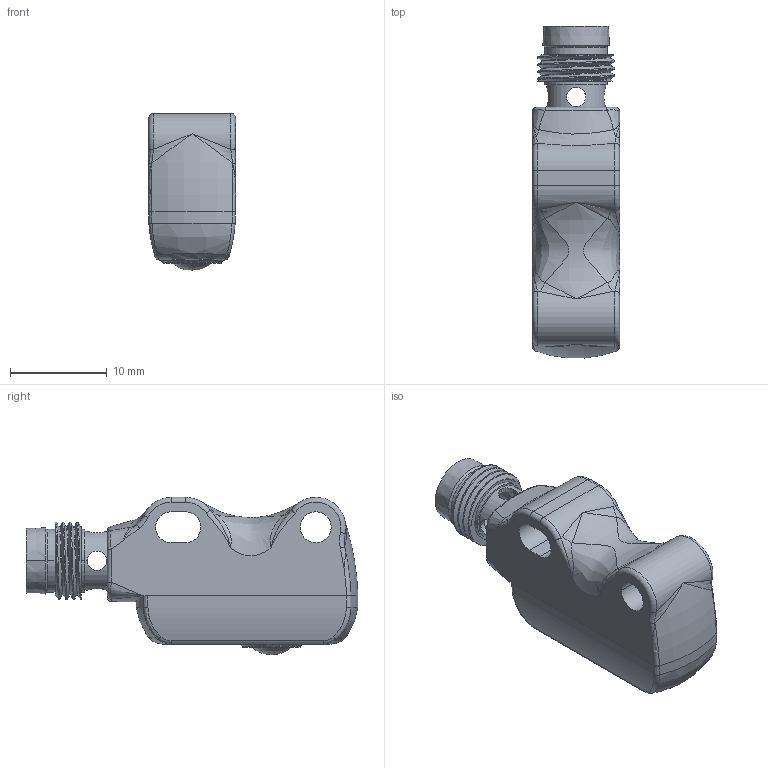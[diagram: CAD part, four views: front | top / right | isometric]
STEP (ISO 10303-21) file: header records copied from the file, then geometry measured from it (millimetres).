
FILE_DESCRIPTION((''),'2;1');
FILE_NAME('149861_SM01_ASM','2025-08-19T15:20:26',('banengservice'),('BANNER ENGINEERING'),'CREO PARAMETRIC BY PTC INC, 2022414','CREO PARAMETRIC BY PTC INC, 2022414','');
FILE_SCHEMA(('CONFIG_CONTROL_DESIGN'));
Length unit declared in the file: millimetre
Products named in the file (2): 149861_EP01; 149861_SM01_ASM
Assembly tree (1 placements, depth 2):
  149861_SM01_ASM
    149861_EP01
Bounding box: 9.03 x 34.39 x 16.3 mm (x, y, z)
Volume: 2768.9 mm3; surface area: 1903.7 mm2
Topology: 1 solids, 1 shells, 160 faces, 382 edges, 224 vertices
Faces by surface type: bspline 60, cylinder 46, plane 27, torus 15, cone 10, sphere 2
Entity records: 10695 total; most frequent: CARTESIAN_POINT 7386, ORIENTED_EDGE 756, DIRECTION 563, EDGE_CURVE 378, AXIS2_PLACEMENT_3D 234, VERTEX_POINT 224, EDGE_LOOP 176, FACE_OUTER_BOUND 160
